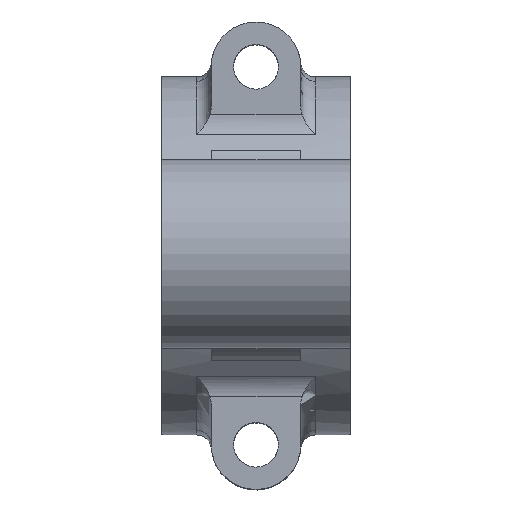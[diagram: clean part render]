
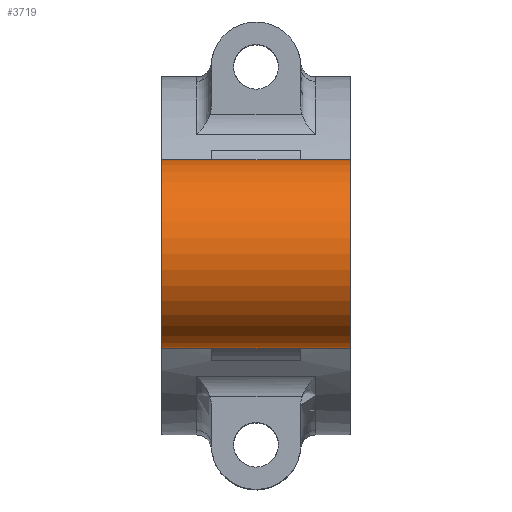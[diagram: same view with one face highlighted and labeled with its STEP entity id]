
A CAD part, top view. The second image highlights one B-rep face of the part: STEP entity #3719.
In plain terms, the highlighted cylindrical face has radius 19 mm (diameter 38 mm), a partial arc.
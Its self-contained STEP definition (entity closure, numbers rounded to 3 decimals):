
#3427=CARTESIAN_POINT('Line Origine',(0.,-19.,201.2)) ;
#3431=CARTESIAN_POINT('Vertex',(-19.,-19.,201.2)) ;
#3433=CARTESIAN_POINT('Vertex',(19.,-19.,201.2)) ;
#3440=CARTESIAN_POINT('Vertex',(-19.,19.,201.2)) ;
#3443=CARTESIAN_POINT('Line Origine',(0.,19.,201.2)) ;
#3447=CARTESIAN_POINT('Vertex',(19.,19.,201.2)) ;
#3698=CARTESIAN_POINT('Axis2P3D Location',(0.,0.,201.2)) ;
#3703=CARTESIAN_POINT('Axis2P3D Location',(-19.,0.,201.2)) ;
#3708=CARTESIAN_POINT('Axis2P3D Location',(19.,0.,201.2)) ;
#3428=DIRECTION('Vector Direction',(1.,0.,0.)) ;
#3444=DIRECTION('Vector Direction',(1.,0.,0.)) ;
#3699=DIRECTION('Axis2P3D Direction',(1.,0.,0.)) ;
#3700=DIRECTION('Axis2P3D XDirection',(0.,1.,0.)) ;
#3704=DIRECTION('Axis2P3D Direction',(1.,0.,0.)) ;
#3709=DIRECTION('Axis2P3D Direction',(1.,0.,0.)) ;
#3701=AXIS2_PLACEMENT_3D('Cylinder Axis2P3D',#3698,#3699,#3700) ;
#3705=AXIS2_PLACEMENT_3D('Circle Axis2P3D',#3703,#3704,$) ;
#3710=AXIS2_PLACEMENT_3D('Circle Axis2P3D',#3708,#3709,$) ;
#3714=ORIENTED_EDGE('',*,*,#3449,.F.) ;
#3715=ORIENTED_EDGE('',*,*,#3707,.T.) ;
#3716=ORIENTED_EDGE('',*,*,#3435,.T.) ;
#3717=ORIENTED_EDGE('',*,*,#3712,.F.) ;
#3429=VECTOR('Line Direction',#3428,1.) ;
#3445=VECTOR('Line Direction',#3444,1.) ;
#3719=ADVANCED_FACE('PartBody',(#3718),#3702,.T.) ;
#3706=CIRCLE('generated circle',#3705,19.) ;
#3711=CIRCLE('generated circle',#3710,19.) ;
#3702=CYLINDRICAL_SURFACE('generated cylinder',#3701,19.) ;
#3435=EDGE_CURVE('',#3432,#3434,#3430,.T.) ;
#3449=EDGE_CURVE('',#3441,#3448,#3446,.T.) ;
#3707=EDGE_CURVE('',#3441,#3432,#3706,.T.) ;
#3712=EDGE_CURVE('',#3448,#3434,#3711,.T.) ;
#3713=EDGE_LOOP('',(#3714,#3715,#3716,#3717)) ;
#3718=FACE_OUTER_BOUND('',#3713,.T.) ;
#3430=LINE('Line',#3427,#3429) ;
#3446=LINE('Line',#3443,#3445) ;
#3432=VERTEX_POINT('',#3431) ;
#3434=VERTEX_POINT('',#3433) ;
#3441=VERTEX_POINT('',#3440) ;
#3448=VERTEX_POINT('',#3447) ;
